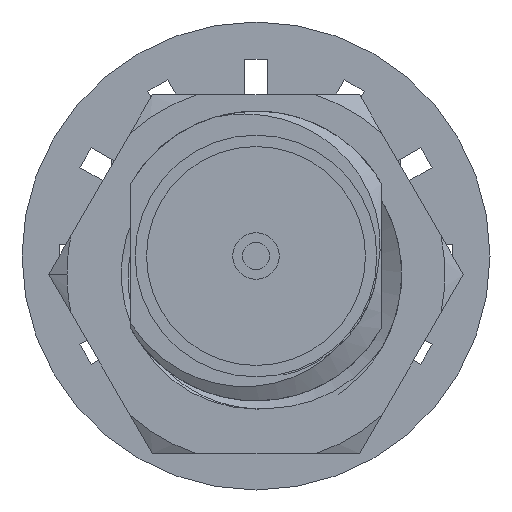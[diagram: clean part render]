
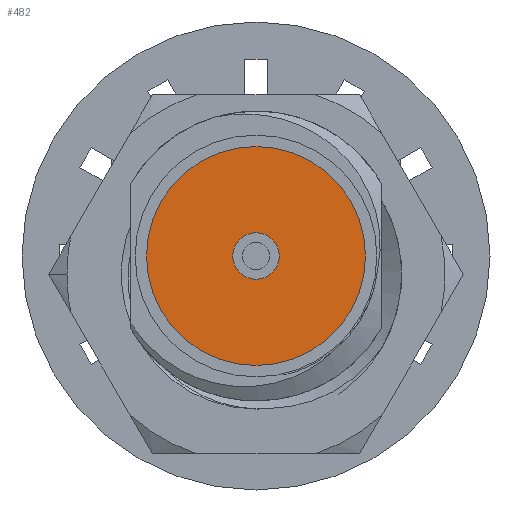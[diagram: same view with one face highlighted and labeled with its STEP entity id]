
A CAD part, left-side view. The second image highlights one B-rep face of the part: STEP entity #482.
In plain terms, the highlighted planar face has unit normal (-1, 0, 0).
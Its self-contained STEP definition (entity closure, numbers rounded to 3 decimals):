
#86 = CIRCLE ( 'NONE', #10613, 2.4 ) ;
#208 = AXIS2_PLACEMENT_3D ( 'NONE', #7281, #8077, #582 ) ;
#439 = DIRECTION ( 'NONE',  ( 0., -1., 0. ) ) ;
#482 = ADVANCED_FACE ( 'NONE', ( #1466, #10309 ), #2981, .T. ) ;
#557 = CARTESIAN_POINT ( 'NONE',  ( -10.85, -0.51, 0.4 ) ) ;
#582 = DIRECTION ( 'NONE',  ( 0., -1., 0. ) ) ;
#1466 = FACE_OUTER_BOUND ( 'NONE', #5908, .T. ) ;
#1590 = ORIENTED_EDGE ( 'NONE', *, *, #9295, .T. ) ;
#2104 = CARTESIAN_POINT ( 'NONE',  ( -10.85, 0., 0.4 ) ) ;
#2349 = AXIS2_PLACEMENT_3D ( 'NONE', #3075, #7998, #439 ) ;
#2801 = DIRECTION ( 'NONE',  ( 0., -1., 0. ) ) ;
#2981 = PLANE ( 'NONE',  #208 ) ;
#3075 = CARTESIAN_POINT ( 'NONE',  ( -10.85, 0., 0.4 ) ) ;
#3347 = VERTEX_POINT ( 'NONE', #8226 ) ;
#3966 = EDGE_CURVE ( 'NONE', #8821, #3347, #9736, .T. ) ;
#4296 = DIRECTION ( 'NONE',  ( 0., -1., 0. ) ) ;
#4393 = CARTESIAN_POINT ( 'NONE',  ( -10.85, 2.4, 0.4 ) ) ;
#4496 = DIRECTION ( 'NONE',  ( -1., 0., 0. ) ) ;
#4680 = EDGE_CURVE ( 'NONE', #8095, #6142, #7159, .T. ) ;
#5113 = AXIS2_PLACEMENT_3D ( 'NONE', #5430, #7124, #7807 ) ;
#5430 = CARTESIAN_POINT ( 'NONE',  ( -10.85, 0., 0.4 ) ) ;
#5456 = AXIS2_PLACEMENT_3D ( 'NONE', #2104, #4496, #2801 ) ;
#5908 = EDGE_LOOP ( 'NONE', ( #1590, #8235 ) ) ;
#5987 = CIRCLE ( 'NONE', #5456, 0.51 ) ;
#6142 = VERTEX_POINT ( 'NONE', #4393 ) ;
#6188 = EDGE_CURVE ( 'NONE', #3347, #8821, #5987, .T. ) ;
#6331 = CARTESIAN_POINT ( 'NONE',  ( -10.85, -2.4, 0.4 ) ) ;
#7124 = DIRECTION ( 'NONE',  ( -1., 0., 0. ) ) ;
#7159 = CIRCLE ( 'NONE', #5113, 2.4 ) ;
#7277 = ORIENTED_EDGE ( 'NONE', *, *, #3966, .F. ) ;
#7281 = CARTESIAN_POINT ( 'NONE',  ( -10.85, 0., 0.4 ) ) ;
#7344 = DIRECTION ( 'NONE',  ( -1., 0., 0. ) ) ;
#7807 = DIRECTION ( 'NONE',  ( 0., -1., 0. ) ) ;
#7998 = DIRECTION ( 'NONE',  ( -1., 0., 0. ) ) ;
#8077 = DIRECTION ( 'NONE',  ( -1., 0., 0. ) ) ;
#8095 = VERTEX_POINT ( 'NONE', #6331 ) ;
#8226 = CARTESIAN_POINT ( 'NONE',  ( -10.85, 0.51, 0.4 ) ) ;
#8235 = ORIENTED_EDGE ( 'NONE', *, *, #4680, .T. ) ;
#8821 = VERTEX_POINT ( 'NONE', #557 ) ;
#8865 = ORIENTED_EDGE ( 'NONE', *, *, #6188, .F. ) ;
#9274 = CARTESIAN_POINT ( 'NONE',  ( -10.85, 0., 0.4 ) ) ;
#9295 = EDGE_CURVE ( 'NONE', #6142, #8095, #86, .T. ) ;
#9736 = CIRCLE ( 'NONE', #2349, 0.51 ) ;
#10309 = FACE_BOUND ( 'NONE', #10706, .T. ) ;
#10613 = AXIS2_PLACEMENT_3D ( 'NONE', #9274, #7344, #4296 ) ;
#10706 = EDGE_LOOP ( 'NONE', ( #8865, #7277 ) ) ;
